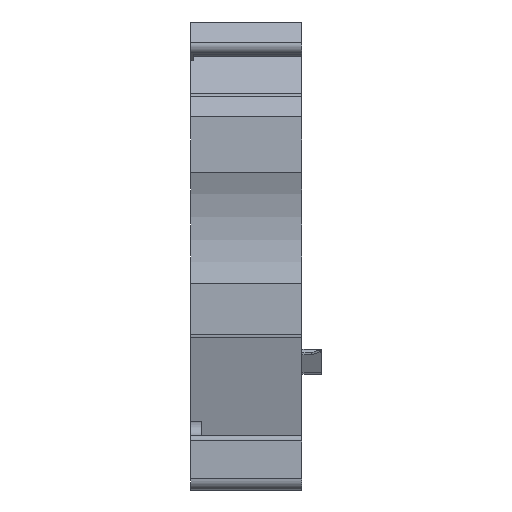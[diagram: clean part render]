
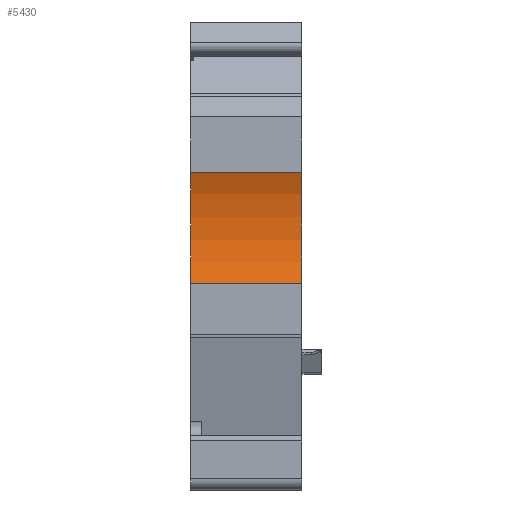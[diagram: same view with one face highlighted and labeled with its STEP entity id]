
A CAD part, left-side view. The second image highlights one B-rep face of the part: STEP entity #5430.
In plain terms, the highlighted cylindrical face has radius 13 mm (diameter 26 mm), a partial arc.
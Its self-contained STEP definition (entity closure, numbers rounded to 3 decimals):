
#91=CIRCLE('',#5694,13.);
#145=CIRCLE('',#5842,13.);
#229=CYLINDRICAL_SURFACE('',#5841,13.);
#997=ORIENTED_EDGE('',*,*,#2219,.F.);
#998=ORIENTED_EDGE('',*,*,#2106,.F.);
#999=ORIENTED_EDGE('',*,*,#2223,.F.);
#1000=ORIENTED_EDGE('',*,*,#2382,.F.);
#2106=EDGE_CURVE('',#2893,#2894,#91,.T.);
#2219=EDGE_CURVE('',#2894,#2981,#3462,.F.);
#2223=EDGE_CURVE('',#2983,#2893,#3466,.T.);
#2382=EDGE_CURVE('',#2981,#2983,#145,.F.);
#2893=VERTEX_POINT('',#8056);
#2894=VERTEX_POINT('',#8058);
#2981=VERTEX_POINT('',#8300);
#2983=VERTEX_POINT('',#8306);
#3462=LINE('',#8299,#4075);
#3466=LINE('',#8308,#4079);
#4075=VECTOR('',#6572,1000.);
#4079=VECTOR('',#6578,1000.);
#4589=EDGE_LOOP('',(#997,#998,#999,#1000));
#4911=FACE_BOUND('',#4589,.T.);
#5430=ADVANCED_FACE('',(#4911),#229,.F.);
#5694=AXIS2_PLACEMENT_3D('',#8057,#6400,#6401);
#5841=AXIS2_PLACEMENT_3D('',#8622,#6903,#6904);
#5842=AXIS2_PLACEMENT_3D('',#8623,#6905,#6906);
#6400=DIRECTION('',(0.,1.,0.));
#6401=DIRECTION('',(-1.,0.,0.));
#6572=DIRECTION('',(0.,-1.,0.));
#6578=DIRECTION('',(0.,-1.,0.));
#6903=DIRECTION('',(0.,-1.,0.));
#6904=DIRECTION('',(0.,0.,-1.));
#6905=DIRECTION('',(0.,1.,0.));
#6906=DIRECTION('',(0.,0.,1.));
#8056=CARTESIAN_POINT('',(-48.75,-5.,7.5));
#8057=CARTESIAN_POINT('',(-60.75,-5.,2.5));
#8058=CARTESIAN_POINT('',(-48.75,-5.,-2.5));
#8299=CARTESIAN_POINT('',(-48.75,101.631,-2.5));
#8300=CARTESIAN_POINT('',(-48.75,5.,-2.5));
#8306=CARTESIAN_POINT('',(-48.75,5.,7.5));
#8308=CARTESIAN_POINT('',(-48.75,101.631,7.5));
#8622=CARTESIAN_POINT('',(-60.75,101.631,2.5));
#8623=CARTESIAN_POINT('',(-60.75,5.,2.5));
